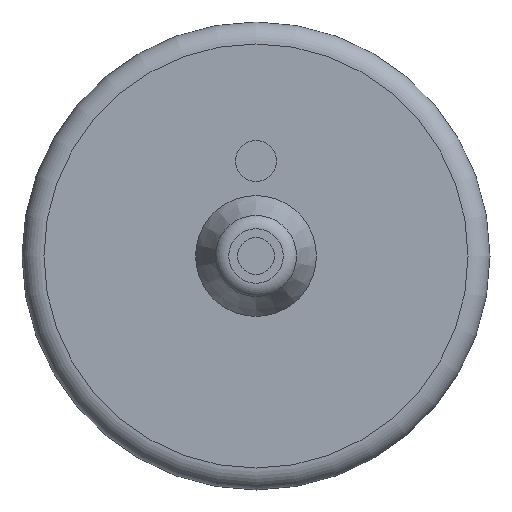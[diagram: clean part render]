
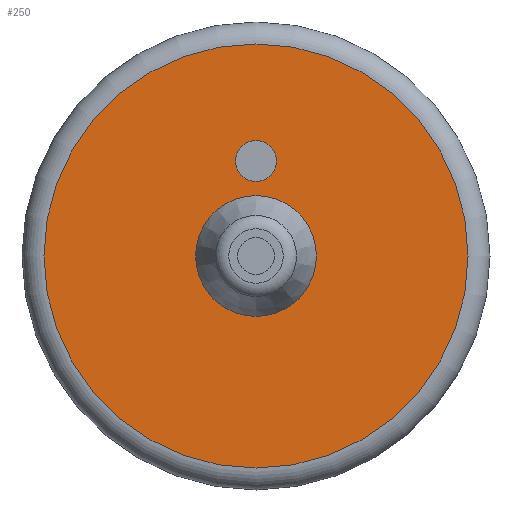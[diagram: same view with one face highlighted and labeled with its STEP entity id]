
A CAD part, front view. The second image highlights one B-rep face of the part: STEP entity #250.
In plain terms, the highlighted planar face has unit normal (0, -1, 0).
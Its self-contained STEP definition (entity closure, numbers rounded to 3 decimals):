
#15=FACE_BOUND('',#50,.T.);
#16=FACE_BOUND('',#51,.T.);
#24=PLANE('',#297);
#35=FACE_OUTER_BOUND('',#49,.T.);
#49=EDGE_LOOP('',(#196,#197));
#50=EDGE_LOOP('',(#198,#199));
#51=EDGE_LOOP('',(#200));
#84=CIRCLE('',#294,29.);
#85=CIRCLE('',#295,29.);
#87=CIRCLE('',#298,2.8);
#88=CIRCLE('',#299,2.8);
#89=CIRCLE('',#300,8.264);
#111=VERTEX_POINT('',#448);
#112=VERTEX_POINT('',#449);
#113=VERTEX_POINT('',#454);
#114=VERTEX_POINT('',#455);
#115=VERTEX_POINT('',#458);
#141=EDGE_CURVE('',#111,#112,#84,.T.);
#142=EDGE_CURVE('',#112,#111,#85,.T.);
#144=EDGE_CURVE('',#113,#114,#87,.T.);
#145=EDGE_CURVE('',#114,#113,#88,.T.);
#146=EDGE_CURVE('',#115,#115,#89,.T.);
#196=ORIENTED_EDGE('',*,*,#141,.T.);
#197=ORIENTED_EDGE('',*,*,#142,.T.);
#198=ORIENTED_EDGE('',*,*,#144,.F.);
#199=ORIENTED_EDGE('',*,*,#145,.F.);
#200=ORIENTED_EDGE('',*,*,#146,.F.);
#250=ADVANCED_FACE('',(#35,#15,#16),#24,.F.);
#294=AXIS2_PLACEMENT_3D('',#450,#366,#367);
#295=AXIS2_PLACEMENT_3D('',#451,#368,#369);
#297=AXIS2_PLACEMENT_3D('',#453,#372,#373);
#298=AXIS2_PLACEMENT_3D('',#456,#374,#375);
#299=AXIS2_PLACEMENT_3D('',#457,#376,#377);
#300=AXIS2_PLACEMENT_3D('',#459,#378,#379);
#366=DIRECTION('center_axis',(0.,-1.,0.));
#367=DIRECTION('ref_axis',(0.,0.,-1.));
#368=DIRECTION('center_axis',(0.,-1.,0.));
#369=DIRECTION('ref_axis',(0.,0.,-1.));
#372=DIRECTION('center_axis',(0.,1.,0.));
#373=DIRECTION('ref_axis',(0.,0.,1.));
#374=DIRECTION('center_axis',(0.,-1.,0.));
#375=DIRECTION('ref_axis',(0.,0.,-1.));
#376=DIRECTION('center_axis',(0.,-1.,0.));
#377=DIRECTION('ref_axis',(0.,0.,-1.));
#378=DIRECTION('center_axis',(0.,-1.,0.));
#379=DIRECTION('ref_axis',(0.,0.,-1.));
#448=CARTESIAN_POINT('',(0.,7.,-29.));
#449=CARTESIAN_POINT('',(0.,7.,29.));
#450=CARTESIAN_POINT('Origin',(0.,7.,0.));
#451=CARTESIAN_POINT('Origin',(0.,7.,0.));
#453=CARTESIAN_POINT('Origin',(-29.,7.,0.));
#454=CARTESIAN_POINT('',(0.,7.,10.2));
#455=CARTESIAN_POINT('',(0.,7.,15.8));
#456=CARTESIAN_POINT('Origin',(0.,7.,13.));
#457=CARTESIAN_POINT('Origin',(0.,7.,13.));
#458=CARTESIAN_POINT('',(0.,7.,-8.264));
#459=CARTESIAN_POINT('Origin',(0.,7.,0.));
